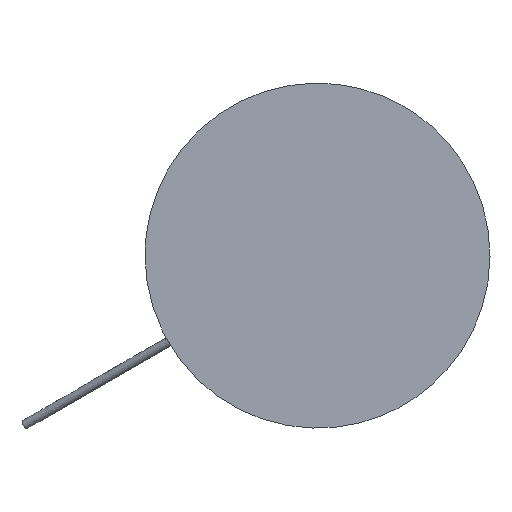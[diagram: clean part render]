
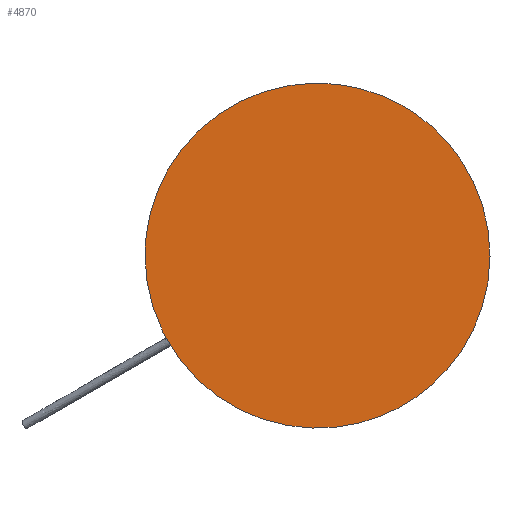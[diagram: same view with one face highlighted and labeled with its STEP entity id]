
A CAD part, front view. The second image highlights one B-rep face of the part: STEP entity #4870.
In plain terms, the highlighted free-form (B-spline) face has degree [1, 1] with [2, 2] control points.
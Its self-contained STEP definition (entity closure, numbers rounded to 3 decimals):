
#4822 = EDGE_CURVE('',#4823,#4823,#4825,.T.);
#4823 = VERTEX_POINT('',#4824);
#4824 = CARTESIAN_POINT('',(-217.213,-115.847,
    0.));
#4825 = ( BOUNDED_CURVE() B_SPLINE_CURVE(2,(#4826,#4827,#4828,#4829,
#4830,#4831,#4832),.UNSPECIFIED.,.T.,.F.) B_SPLINE_CURVE_WITH_KNOTS((3,2
    ,2,3),(3.142,5.236,7.33,9.425),
.PIECEWISE_BEZIER_KNOTS.) CURVE() GEOMETRIC_REPRESENTATION_ITEM() 
RATIONAL_B_SPLINE_CURVE((1.,0.5,1.,0.5,1.,0.5,1.)) REPRESENTATION_ITEM(
  '') );
#4826 = CARTESIAN_POINT('',(-217.213,-115.847,
    0.));
#4827 = CARTESIAN_POINT('',(-217.213,-115.847,
    -376.224));
#4828 = CARTESIAN_POINT('',(108.607,-115.847,
    -188.112));
#4829 = CARTESIAN_POINT('',(434.426,-115.847,
    0.));
#4830 = CARTESIAN_POINT('',(108.607,-115.847,
    188.112));
#4831 = CARTESIAN_POINT('',(-217.213,-115.847,
    376.224));
#4832 = CARTESIAN_POINT('',(-217.213,-115.847,
    0.));
#4870 = ADVANCED_FACE('',(#4871),#4874,.T.);
#4871 = FACE_BOUND('',#4872,.T.);
#4872 = EDGE_LOOP('',(#4873));
#4873 = ORIENTED_EDGE('',*,*,#4822,.T.);
#4874 = B_SPLINE_SURFACE_WITH_KNOTS('',1,1,(
    (#4875,#4876)
    ,(#4877,#4878
    )),.UNSPECIFIED.,.F.,.F.,.F.,(2,2),(2,2),(-150.,150.),(-150.,150.),
  .PIECEWISE_BEZIER_KNOTS.);
#4875 = CARTESIAN_POINT('',(-217.213,-115.847,
    217.213));
#4876 = CARTESIAN_POINT('',(217.213,-115.847,
    217.213));
#4877 = CARTESIAN_POINT('',(-217.213,-115.847,
    -217.213));
#4878 = CARTESIAN_POINT('',(217.213,-115.847,
    -217.213));
